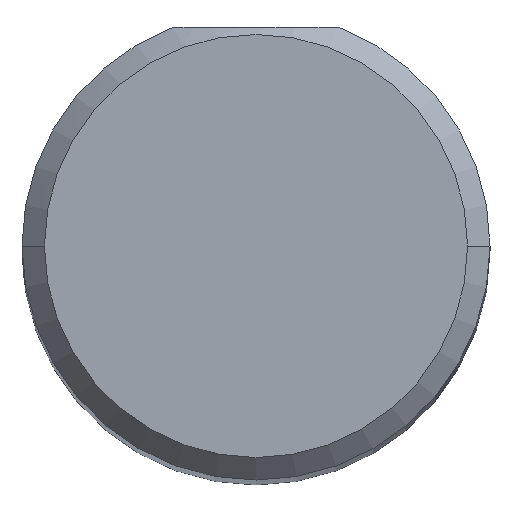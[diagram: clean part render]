
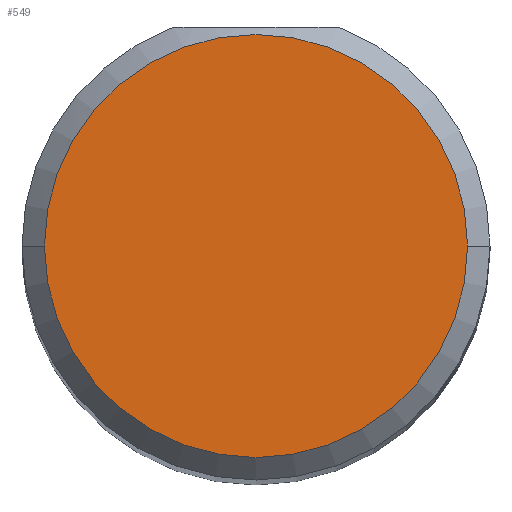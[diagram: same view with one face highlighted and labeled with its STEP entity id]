
A CAD part, top view. The second image highlights one B-rep face of the part: STEP entity #549.
In plain terms, the highlighted planar face has unit normal (0, 0, 1).
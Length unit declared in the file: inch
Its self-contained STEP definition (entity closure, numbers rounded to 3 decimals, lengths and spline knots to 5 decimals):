
#31 = ORIENTED_EDGE ( 'NONE', *, *, #107, .F. ) ;
#107 = EDGE_CURVE ( 'NONE', #253, #563, #125, .T. ) ;
#111 = CARTESIAN_POINT ( 'NONE',  ( 0.76625, 0., 2.5 ) ) ;
#114 = CARTESIAN_POINT ( 'NONE',  ( 0.625, 0., 2.5 ) ) ;
#125 = CIRCLE ( 'NONE', #560, 0.14125 ) ;
#132 = DIRECTION ( 'NONE',  ( -1., 0., 0. ) ) ;
#201 = FACE_OUTER_BOUND ( 'NONE', #533, .T. ) ;
#210 = CARTESIAN_POINT ( 'NONE',  ( 0.625, 0., 2.5 ) ) ;
#253 = VERTEX_POINT ( 'NONE', #111 ) ;
#255 = AXIS2_PLACEMENT_3D ( 'NONE', #114, #279, #499 ) ;
#279 = DIRECTION ( 'NONE',  ( 0., 0., -1. ) ) ;
#280 = AXIS2_PLACEMENT_3D ( 'NONE', #518, #376, #513 ) ;
#285 = EDGE_CURVE ( 'NONE', #563, #253, #381, .T. ) ;
#335 = PLANE ( 'NONE',  #280 ) ;
#376 = DIRECTION ( 'NONE',  ( 0., 0., 1. ) ) ;
#381 = CIRCLE ( 'NONE', #255, 0.14125 ) ;
#385 = DIRECTION ( 'NONE',  ( 0., 0., -1. ) ) ;
#422 = CARTESIAN_POINT ( 'NONE',  ( 0.48375, 0., 2.5 ) ) ;
#477 = ORIENTED_EDGE ( 'NONE', *, *, #285, .F. ) ;
#499 = DIRECTION ( 'NONE',  ( -1., 0., 0. ) ) ;
#513 = DIRECTION ( 'NONE',  ( -1., 0., 0. ) ) ;
#518 = CARTESIAN_POINT ( 'NONE',  ( 0.625, 0., 2.5 ) ) ;
#533 = EDGE_LOOP ( 'NONE', ( #31, #477 ) ) ;
#549 = ADVANCED_FACE ( 'NONE', ( #201 ), #335, .T. ) ;
#560 = AXIS2_PLACEMENT_3D ( 'NONE', #210, #385, #132 ) ;
#563 = VERTEX_POINT ( 'NONE', #422 ) ;
